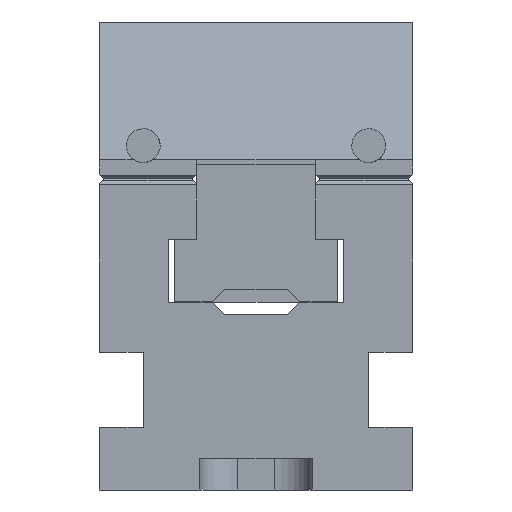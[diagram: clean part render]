
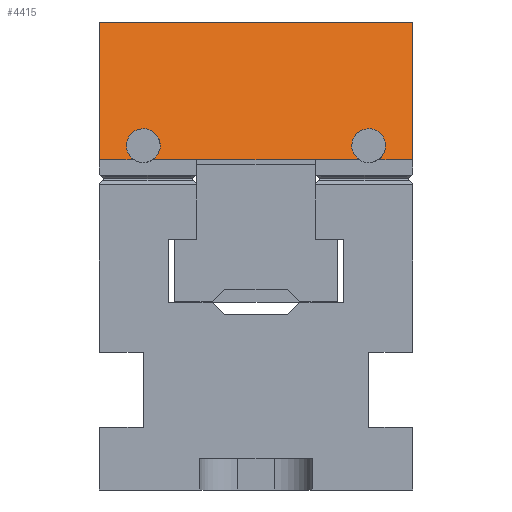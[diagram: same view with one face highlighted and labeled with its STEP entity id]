
A CAD part, front view. The second image highlights one B-rep face of the part: STEP entity #4415.
In plain terms, the highlighted face is planar.
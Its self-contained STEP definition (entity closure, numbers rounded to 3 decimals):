
#4415 = ADVANCED_FACE( '', ( #10959 ), #10960, .T. );
#10959 = FACE_OUTER_BOUND( '', #19806, .T. );
#10960 = PLANE( '', #19807 );
#19806 = EDGE_LOOP( '', ( #33025, #33026, #33027, #33028, #33029, #33030, #33031, #33032, #33033, #33034, #33035, #33036 ) );
#19807 = AXIS2_PLACEMENT_3D( '', #33037, #33038, #33039 );
#33025 = ORIENTED_EDGE( '', *, *, #59031, .F. );
#33026 = ORIENTED_EDGE( '', *, *, #59032, .T. );
#33027 = ORIENTED_EDGE( '', *, *, #59033, .F. );
#33028 = ORIENTED_EDGE( '', *, *, #59034, .T. );
#33029 = ORIENTED_EDGE( '', *, *, #59035, .F. );
#33030 = ORIENTED_EDGE( '', *, *, #59036, .F. );
#33031 = ORIENTED_EDGE( '', *, *, #59037, .T. );
#33032 = ORIENTED_EDGE( '', *, *, #59038, .T. );
#33033 = ORIENTED_EDGE( '', *, *, #58256, .F. );
#33034 = ORIENTED_EDGE( '', *, *, #59039, .T. );
#33035 = ORIENTED_EDGE( '', *, *, #57983, .F. );
#33036 = ORIENTED_EDGE( '', *, *, #59040, .F. );
#33037 = CARTESIAN_POINT( '', ( 25., 11.85, 12.5 ) );
#33038 = DIRECTION( '', ( 0., 0.966, 0.259 ) );
#33039 = DIRECTION( '', ( 0., -0.259, 0.966 ) );
#57983 = EDGE_CURVE( '', #71685, #71679, #71687, .T. );
#58256 = EDGE_CURVE( '', #72128, #72129, #72130, .T. );
#59031 = EDGE_CURVE( '', #73371, #73372, #73373, .T. );
#59032 = EDGE_CURVE( '', #73371, #73374, #73375, .T. );
#59033 = EDGE_CURVE( '', #73376, #73374, #73377, .T. );
#59034 = EDGE_CURVE( '', #73376, #73378, #73379, .T. );
#59035 = EDGE_CURVE( '', #73380, #73378, #73381, .T. );
#59036 = EDGE_CURVE( '', #73382, #73380, #73383, .T. );
#59037 = EDGE_CURVE( '', #73382, #73384, #73385, .T. );
#59038 = EDGE_CURVE( '', #73384, #72129, #73386, .T. );
#59039 = EDGE_CURVE( '', #72128, #71679, #73387, .T. );
#59040 = EDGE_CURVE( '', #73372, #71685, #73388, .T. );
#71679 = VERTEX_POINT( '', #91197 );
#71685 = VERTEX_POINT( '', #91206 );
#71687 = LINE( '', #91209, #91210 );
#72128 = VERTEX_POINT( '', #91862 );
#72129 = VERTEX_POINT( '', #91863 );
#72130 = ELLIPSE( '', #91864, 2.795, 2.7 );
#73371 = VERTEX_POINT( '', #93693 );
#73372 = VERTEX_POINT( '', #93694 );
#73373 = LINE( '', #93695, #93696 );
#73374 = VERTEX_POINT( '', #93697 );
#73375 = LINE( '', #93698, #93699 );
#73376 = VERTEX_POINT( '', #93700 );
#73377 = ELLIPSE( '', #93701, 2.795, 2.7 );
#73378 = VERTEX_POINT( '', #93702 );
#73379 = LINE( '', #93703, #93704 );
#73380 = VERTEX_POINT( '', #93705 );
#73381 = LINE( '', #93706, #93707 );
#73382 = VERTEX_POINT( '', #93708 );
#73383 = LINE( '', #93709, #93710 );
#73384 = VERTEX_POINT( '', #93711 );
#73385 = LINE( '', #93712, #93713 );
#73386 = LINE( '', #93714, #93715 );
#73387 = LINE( '', #93716, #93717 );
#73388 = LINE( '', #93718, #93719 );
#91197 = CARTESIAN_POINT( '', ( 9.5, 17.75, -9.519 ) );
#91206 = CARTESIAN_POINT( '', ( 9.5, 17.745, -9.5 ) );
#91209 = CARTESIAN_POINT( '', ( 9.5, 11.85, 12.5 ) );
#91210 = VECTOR( '', #111211, 1000. );
#91862 = CARTESIAN_POINT( '', ( 16.537, 17.75, -9.519 ) );
#91863 = CARTESIAN_POINT( '', ( 19.463, 17.75, -9.519 ) );
#91864 = AXIS2_PLACEMENT_3D( '', #111453, #111454, #111455 );
#93693 = CARTESIAN_POINT( '', ( -9.5, 17.75, -9.519 ) );
#93694 = CARTESIAN_POINT( '', ( -9.5, 17.745, -9.5 ) );
#93695 = CARTESIAN_POINT( '', ( -9.5, 11.85, 12.5 ) );
#93696 = VECTOR( '', #112095, 1000. );
#93697 = CARTESIAN_POINT( '', ( -16.537, 17.75, -9.519 ) );
#93698 = CARTESIAN_POINT( '', ( 25., 17.75, -9.519 ) );
#93699 = VECTOR( '', #112096, 1000. );
#93700 = CARTESIAN_POINT( '', ( -19.463, 17.75, -9.519 ) );
#93701 = AXIS2_PLACEMENT_3D( '', #112097, #112098, #112099 );
#93702 = CARTESIAN_POINT( '', ( -25., 17.75, -9.519 ) );
#93703 = CARTESIAN_POINT( '', ( 25., 17.75, -9.519 ) );
#93704 = VECTOR( '', #112100, 1000. );
#93705 = CARTESIAN_POINT( '', ( -25., 11.85, 12.5 ) );
#93706 = CARTESIAN_POINT( '', ( -25., 11.85, 12.5 ) );
#93707 = VECTOR( '', #112101, 1000. );
#93708 = CARTESIAN_POINT( '', ( 25., 11.85, 12.5 ) );
#93709 = CARTESIAN_POINT( '', ( 25., 11.85, 12.5 ) );
#93710 = VECTOR( '', #112102, 1000. );
#93711 = CARTESIAN_POINT( '', ( 25., 17.75, -9.519 ) );
#93712 = CARTESIAN_POINT( '', ( 25., 11.85, 12.5 ) );
#93713 = VECTOR( '', #112103, 1000. );
#93714 = CARTESIAN_POINT( '', ( 25., 17.75, -9.519 ) );
#93715 = VECTOR( '', #112104, 1000. );
#93716 = CARTESIAN_POINT( '', ( 25., 17.75, -9.519 ) );
#93717 = VECTOR( '', #112105, 1000. );
#93718 = CARTESIAN_POINT( '', ( 25., 17.745, -9.5 ) );
#93719 = VECTOR( '', #112106, 1000. );
#111211 = DIRECTION( '', ( 0., 0.259, -0.966 ) );
#111453 = CARTESIAN_POINT( '', ( 18., 17.142, -7.25 ) );
#111454 = DIRECTION( '', ( 0., 0.966, 0.259 ) );
#111455 = DIRECTION( '', ( 0., 0.259, -0.966 ) );
#112095 = DIRECTION( '', ( 0., -0.259, 0.966 ) );
#112096 = DIRECTION( '', ( -1., 0., 0. ) );
#112097 = CARTESIAN_POINT( '', ( -18., 17.142, -7.25 ) );
#112098 = DIRECTION( '', ( 0., 0.966, 0.259 ) );
#112099 = DIRECTION( '', ( 0., 0.259, -0.966 ) );
#112100 = DIRECTION( '', ( -1., 0., 0. ) );
#112101 = DIRECTION( '', ( 0., 0.259, -0.966 ) );
#112102 = DIRECTION( '', ( -1., 0., 0. ) );
#112103 = DIRECTION( '', ( 0., 0.259, -0.966 ) );
#112104 = DIRECTION( '', ( -1., 0., 0. ) );
#112105 = DIRECTION( '', ( -1., 0., 0. ) );
#112106 = DIRECTION( '', ( 1., 0., 0. ) );
